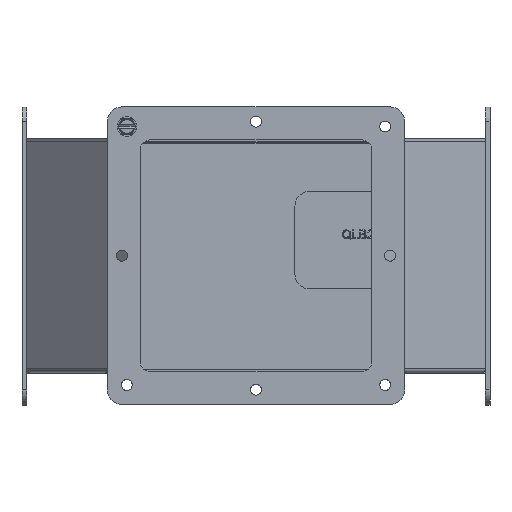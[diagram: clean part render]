
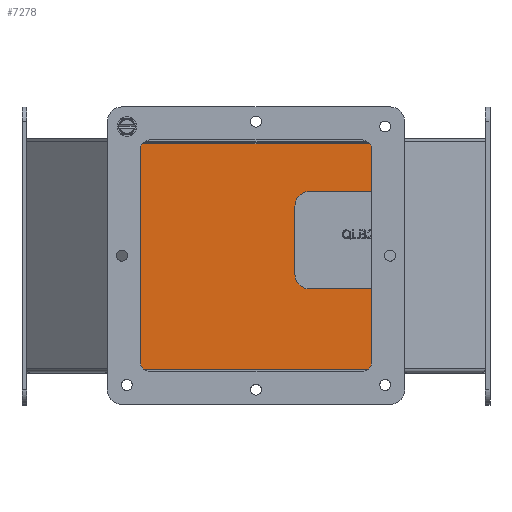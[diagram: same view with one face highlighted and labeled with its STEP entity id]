
A CAD part, top view. The second image highlights one B-rep face of the part: STEP entity #7278.
In plain terms, the highlighted planar face has unit normal (0, 0, 1).
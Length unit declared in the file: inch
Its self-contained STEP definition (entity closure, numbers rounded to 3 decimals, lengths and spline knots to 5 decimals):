
#372 = LINE ( 'NONE', #3641, #8677 ) ;
#823 = EDGE_CURVE ( 'NONE', #7233, #9447, #4505, .T. ) ;
#1406 = CARTESIAN_POINT ( 'NONE',  ( 5.875, 2.892, 0.072 ) ) ;
#1650 = LINE ( 'NONE', #2984, #10255 ) ;
#1819 = CARTESIAN_POINT ( 'NONE',  ( 5.875, -2.892, 0.072 ) ) ;
#2009 = VECTOR ( 'NONE', #8546, 39.37008 ) ;
#2654 = ORIENTED_EDGE ( 'NONE', *, *, #4131, .F. ) ;
#2984 = CARTESIAN_POINT ( 'NONE',  ( -5.875, -2.892, 0.072 ) ) ;
#3082 = CARTESIAN_POINT ( 'NONE',  ( -5.875, -3., 0.072 ) ) ;
#3205 = CARTESIAN_POINT ( 'NONE',  ( -5.875, 2.892, 0.072 ) ) ;
#3282 = PLANE ( 'NONE',  #3775 ) ;
#3641 = CARTESIAN_POINT ( 'NONE',  ( -5.875, 3., 0.072 ) ) ;
#3775 = AXIS2_PLACEMENT_3D ( 'NONE', #3082, #8358, #7506 ) ;
#4131 = EDGE_CURVE ( 'NONE', #7233, #4562, #1650, .T. ) ;
#4505 = LINE ( 'NONE', #9922, #6406 ) ;
#4554 = EDGE_CURVE ( 'NONE', #4562, #8585, #372, .T. ) ;
#4562 = VERTEX_POINT ( 'NONE', #11788 ) ;
#4590 = ORIENTED_EDGE ( 'NONE', *, *, #4554, .F. ) ;
#5031 = EDGE_LOOP ( 'NONE', ( #9083, #4590, #2654, #6050 ) ) ;
#6050 = ORIENTED_EDGE ( 'NONE', *, *, #823, .T. ) ;
#6098 = DIRECTION ( 'NONE',  ( -1., 0., 0. ) ) ;
#6248 = LINE ( 'NONE', #3205, #2009 ) ;
#6406 = VECTOR ( 'NONE', #6646, 39.37008 ) ;
#6646 = DIRECTION ( 'NONE',  ( 0., 1., 0. ) ) ;
#7233 = VERTEX_POINT ( 'NONE', #1819 ) ;
#7278 = ADVANCED_FACE ( 'NONE', ( #8560 ), #3282, .F. ) ;
#7506 = DIRECTION ( 'NONE',  ( 0., 1., 0. ) ) ;
#7542 = EDGE_CURVE ( 'NONE', #8585, #9447, #6248, .T. ) ;
#8358 = DIRECTION ( 'NONE',  ( 0., 0., -1. ) ) ;
#8546 = DIRECTION ( 'NONE',  ( 1., 0., 0. ) ) ;
#8560 = FACE_OUTER_BOUND ( 'NONE', #5031, .T. ) ;
#8585 = VERTEX_POINT ( 'NONE', #12748 ) ;
#8647 = DIRECTION ( 'NONE',  ( 0., 1., 0. ) ) ;
#8677 = VECTOR ( 'NONE', #8647, 39.37008 ) ;
#9083 = ORIENTED_EDGE ( 'NONE', *, *, #7542, .F. ) ;
#9447 = VERTEX_POINT ( 'NONE', #1406 ) ;
#9922 = CARTESIAN_POINT ( 'NONE',  ( 5.875, -3., 0.072 ) ) ;
#10255 = VECTOR ( 'NONE', #6098, 39.37008 ) ;
#11788 = CARTESIAN_POINT ( 'NONE',  ( -5.875, -2.892, 0.072 ) ) ;
#12748 = CARTESIAN_POINT ( 'NONE',  ( -5.875, 2.892, 0.072 ) ) ;
